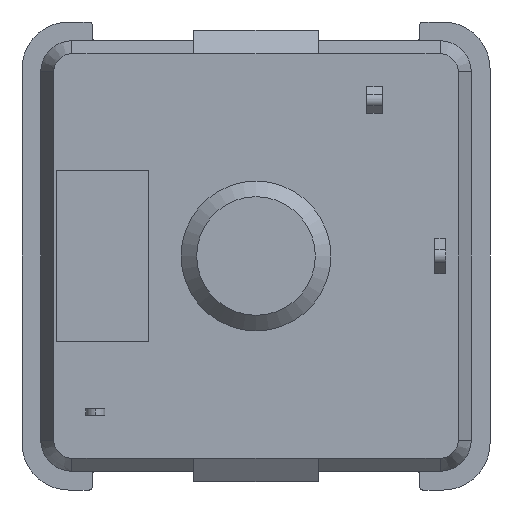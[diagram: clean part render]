
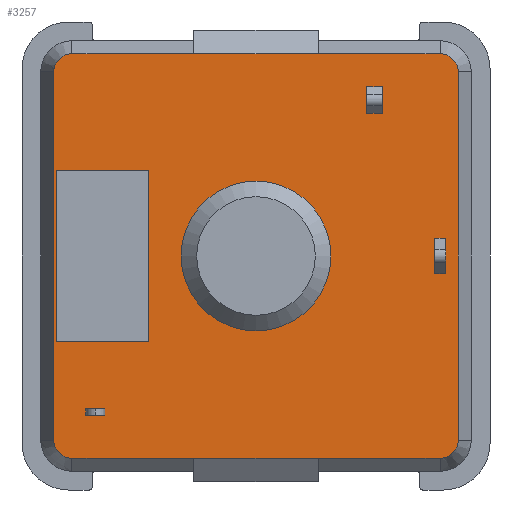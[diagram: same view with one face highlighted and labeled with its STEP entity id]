
A CAD part, front view. The second image highlights one B-rep face of the part: STEP entity #3257.
In plain terms, the highlighted planar face has unit normal (0, -1, 0).
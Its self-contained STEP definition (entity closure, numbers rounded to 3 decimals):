
#68=FACE_BOUND('',#500,.T.);
#69=FACE_BOUND('',#501,.T.);
#70=FACE_BOUND('',#502,.T.);
#71=FACE_BOUND('',#503,.T.);
#72=FACE_BOUND('',#504,.T.);
#158=PLANE('',#3506);
#312=FACE_OUTER_BOUND('',#499,.T.);
#499=EDGE_LOOP('',(#2502,#2503,#2504,#2505,#2506,#2507,#2508,#2509,#2510,
#2511,#2512,#2513));
#500=EDGE_LOOP('',(#2514,#2515,#2516,#2517));
#501=EDGE_LOOP('',(#2518,#2519,#2520,#2521));
#502=EDGE_LOOP('',(#2522,#2523,#2524,#2525));
#503=EDGE_LOOP('',(#2526));
#504=EDGE_LOOP('',(#2527,#2528,#2529,#2530));
#669=LINE('',#4583,#1040);
#678=LINE('',#4602,#1049);
#700=LINE('',#4665,#1071);
#702=LINE('',#4669,#1073);
#704=LINE('',#4673,#1075);
#705=LINE('',#4675,#1076);
#708=LINE('',#4681,#1079);
#710=LINE('',#4685,#1081);
#712=LINE('',#4689,#1083);
#713=LINE('',#4691,#1084);
#716=LINE('',#4697,#1087);
#718=LINE('',#4701,#1089);
#720=LINE('',#4705,#1091);
#721=LINE('',#4707,#1092);
#724=LINE('',#4718,#1095);
#727=LINE('',#4724,#1098);
#731=LINE('',#4733,#1102);
#737=LINE('',#4754,#1108);
#772=LINE('',#4852,#1143);
#773=LINE('',#4853,#1144);
#774=LINE('',#4854,#1145);
#775=LINE('',#4855,#1146);
#776=LINE('',#4859,#1147);
#777=LINE('',#4860,#1148);
#1040=VECTOR('',#3731,1000.);
#1049=VECTOR('',#3748,1000.);
#1071=VECTOR('',#3804,1000.);
#1073=VECTOR('',#3808,1000.);
#1075=VECTOR('',#3812,1000.);
#1076=VECTOR('',#3815,1000.);
#1079=VECTOR('',#3820,1000.);
#1081=VECTOR('',#3824,1000.);
#1083=VECTOR('',#3828,1000.);
#1084=VECTOR('',#3831,1000.);
#1087=VECTOR('',#3836,1000.);
#1089=VECTOR('',#3840,1000.);
#1091=VECTOR('',#3844,1000.);
#1092=VECTOR('',#3847,1000.);
#1095=VECTOR('',#3856,1000.);
#1098=VECTOR('',#3861,1000.);
#1102=VECTOR('',#3867,1000.);
#1108=VECTOR('',#3887,1000.);
#1143=VECTOR('',#3992,1000.);
#1144=VECTOR('',#3993,1000.);
#1145=VECTOR('',#3994,1000.);
#1146=VECTOR('',#3995,1000.);
#1147=VECTOR('',#3998,1000.);
#1148=VECTOR('',#3999,1000.);
#1405=CIRCLE('',#3467,0.58);
#1407=CIRCLE('',#3470,0.58);
#1409=CIRCLE('',#3474,0.58);
#1411=CIRCLE('',#3477,0.58);
#1424=CIRCLE('',#3507,2.4);
#1478=VERTEX_POINT('',#4566);
#1481=VERTEX_POINT('',#4573);
#1484=VERTEX_POINT('',#4585);
#1487=VERTEX_POINT('',#4592);
#1512=VERTEX_POINT('',#4661);
#1513=VERTEX_POINT('',#4663);
#1514=VERTEX_POINT('',#4667);
#1515=VERTEX_POINT('',#4671);
#1516=VERTEX_POINT('',#4677);
#1517=VERTEX_POINT('',#4679);
#1518=VERTEX_POINT('',#4683);
#1519=VERTEX_POINT('',#4687);
#1520=VERTEX_POINT('',#4693);
#1521=VERTEX_POINT('',#4695);
#1522=VERTEX_POINT('',#4699);
#1523=VERTEX_POINT('',#4703);
#1527=VERTEX_POINT('',#4715);
#1528=VERTEX_POINT('',#4717);
#1530=VERTEX_POINT('',#4723);
#1533=VERTEX_POINT('',#4730);
#1534=VERTEX_POINT('',#4732);
#1536=VERTEX_POINT('',#4738);
#1539=VERTEX_POINT('',#4745);
#1540=VERTEX_POINT('',#4747);
#1542=VERTEX_POINT('',#4753);
#1544=VERTEX_POINT('',#4759);
#1546=VERTEX_POINT('',#4765);
#1571=VERTEX_POINT('',#4856);
#1572=VERTEX_POINT('',#4858);
#1799=EDGE_CURVE('',#1481,#1478,#669,.T.);
#1808=EDGE_CURVE('',#1487,#1484,#678,.T.);
#1838=EDGE_CURVE('',#1513,#1512,#700,.T.);
#1840=EDGE_CURVE('',#1514,#1513,#702,.T.);
#1842=EDGE_CURVE('',#1515,#1514,#704,.T.);
#1843=EDGE_CURVE('',#1512,#1515,#705,.T.);
#1846=EDGE_CURVE('',#1517,#1516,#708,.T.);
#1848=EDGE_CURVE('',#1518,#1517,#710,.T.);
#1850=EDGE_CURVE('',#1519,#1518,#712,.T.);
#1851=EDGE_CURVE('',#1516,#1519,#713,.T.);
#1854=EDGE_CURVE('',#1521,#1520,#716,.T.);
#1856=EDGE_CURVE('',#1522,#1521,#718,.T.);
#1858=EDGE_CURVE('',#1523,#1522,#720,.T.);
#1859=EDGE_CURVE('',#1520,#1523,#721,.T.);
#1863=EDGE_CURVE('',#1527,#1528,#724,.T.);
#1866=EDGE_CURVE('',#1528,#1530,#727,.T.);
#1870=EDGE_CURVE('',#1534,#1533,#731,.T.);
#1873=EDGE_CURVE('',#1536,#1534,#1405,.T.);
#1877=EDGE_CURVE('',#1540,#1539,#1407,.T.);
#1880=EDGE_CURVE('',#1542,#1540,#737,.T.);
#1883=EDGE_CURVE('',#1544,#1542,#1409,.T.);
#1887=EDGE_CURVE('',#1533,#1546,#1411,.T.);
#1931=EDGE_CURVE('',#1546,#1478,#772,.T.);
#1932=EDGE_CURVE('',#1481,#1544,#773,.T.);
#1933=EDGE_CURVE('',#1539,#1484,#774,.T.);
#1934=EDGE_CURVE('',#1487,#1536,#775,.T.);
#1935=EDGE_CURVE('',#1571,#1571,#1424,.T.);
#1936=EDGE_CURVE('',#1530,#1572,#776,.T.);
#1937=EDGE_CURVE('',#1572,#1527,#777,.T.);
#2502=ORIENTED_EDGE('',*,*,#1887,.T.);
#2503=ORIENTED_EDGE('',*,*,#1931,.T.);
#2504=ORIENTED_EDGE('',*,*,#1799,.F.);
#2505=ORIENTED_EDGE('',*,*,#1932,.T.);
#2506=ORIENTED_EDGE('',*,*,#1883,.T.);
#2507=ORIENTED_EDGE('',*,*,#1880,.T.);
#2508=ORIENTED_EDGE('',*,*,#1877,.T.);
#2509=ORIENTED_EDGE('',*,*,#1933,.T.);
#2510=ORIENTED_EDGE('',*,*,#1808,.F.);
#2511=ORIENTED_EDGE('',*,*,#1934,.T.);
#2512=ORIENTED_EDGE('',*,*,#1873,.T.);
#2513=ORIENTED_EDGE('',*,*,#1870,.T.);
#2514=ORIENTED_EDGE('',*,*,#1858,.F.);
#2515=ORIENTED_EDGE('',*,*,#1859,.F.);
#2516=ORIENTED_EDGE('',*,*,#1854,.F.);
#2517=ORIENTED_EDGE('',*,*,#1856,.F.);
#2518=ORIENTED_EDGE('',*,*,#1850,.F.);
#2519=ORIENTED_EDGE('',*,*,#1851,.F.);
#2520=ORIENTED_EDGE('',*,*,#1846,.F.);
#2521=ORIENTED_EDGE('',*,*,#1848,.F.);
#2522=ORIENTED_EDGE('',*,*,#1842,.F.);
#2523=ORIENTED_EDGE('',*,*,#1843,.F.);
#2524=ORIENTED_EDGE('',*,*,#1838,.F.);
#2525=ORIENTED_EDGE('',*,*,#1840,.F.);
#2526=ORIENTED_EDGE('',*,*,#1935,.F.);
#2527=ORIENTED_EDGE('',*,*,#1936,.F.);
#2528=ORIENTED_EDGE('',*,*,#1866,.F.);
#2529=ORIENTED_EDGE('',*,*,#1863,.F.);
#2530=ORIENTED_EDGE('',*,*,#1937,.F.);
#3257=ADVANCED_FACE('',(#312,#68,#69,#70,#71,#72),#158,.T.);
#3467=AXIS2_PLACEMENT_3D('',#4739,#3873,#3874);
#3470=AXIS2_PLACEMENT_3D('',#4748,#3881,#3882);
#3474=AXIS2_PLACEMENT_3D('',#4760,#3893,#3894);
#3477=AXIS2_PLACEMENT_3D('',#4767,#3901,#3902);
#3506=AXIS2_PLACEMENT_3D('',#4851,#3990,#3991);
#3507=AXIS2_PLACEMENT_3D('',#4857,#3996,#3997);
#3731=DIRECTION('',(-1.,0.,0.));
#3748=DIRECTION('',(1.,0.,0.));
#3804=DIRECTION('',(1.,0.,0.));
#3808=DIRECTION('',(0.,0.,-1.));
#3812=DIRECTION('',(-1.,0.,0.));
#3815=DIRECTION('',(0.,0.,1.));
#3820=DIRECTION('',(1.,0.,0.));
#3824=DIRECTION('',(0.,0.,-1.));
#3828=DIRECTION('',(-1.,0.,0.));
#3831=DIRECTION('',(0.,0.,1.));
#3836=DIRECTION('',(1.,0.,0.));
#3840=DIRECTION('',(0.,0.,-1.));
#3844=DIRECTION('',(-1.,0.,0.));
#3847=DIRECTION('',(0.,0.,1.));
#3856=DIRECTION('',(0.,0.,-1.));
#3861=DIRECTION('',(1.,0.,0.));
#3867=DIRECTION('',(0.,0.,-1.));
#3873=DIRECTION('center_axis',(0.,-1.,0.));
#3874=DIRECTION('ref_axis',(0.,0.,-1.));
#3881=DIRECTION('center_axis',(0.,-1.,0.));
#3882=DIRECTION('ref_axis',(0.,0.,-1.));
#3887=DIRECTION('',(0.,0.,1.));
#3893=DIRECTION('center_axis',(0.,-1.,0.));
#3894=DIRECTION('ref_axis',(0.,0.,-1.));
#3901=DIRECTION('center_axis',(0.,-1.,0.));
#3902=DIRECTION('ref_axis',(0.,0.,-1.));
#3990=DIRECTION('center_axis',(0.,-1.,0.));
#3991=DIRECTION('ref_axis',(0.,0.,-1.));
#3992=DIRECTION('',(1.,0.,0.));
#3993=DIRECTION('',(1.,0.,0.));
#3994=DIRECTION('',(-1.,0.,0.));
#3995=DIRECTION('',(-1.,0.,0.));
#3996=DIRECTION('center_axis',(0.,-1.,0.));
#3997=DIRECTION('ref_axis',(0.,0.,-1.));
#3998=DIRECTION('',(0.,0.,1.));
#3999=DIRECTION('',(-1.,0.,0.));
#4566=CARTESIAN_POINT('',(-2.,-2.6,-6.48));
#4573=CARTESIAN_POINT('',(2.,-2.6,-6.48));
#4583=CARTESIAN_POINT('',(2.,-2.6,-6.48));
#4585=CARTESIAN_POINT('',(2.,-2.6,6.48));
#4592=CARTESIAN_POINT('',(-2.,-2.6,6.48));
#4602=CARTESIAN_POINT('',(-2.,-2.6,6.48));
#4661=CARTESIAN_POINT('',(-4.85,-2.6,-5.1));
#4663=CARTESIAN_POINT('',(-5.45,-2.6,-5.1));
#4665=CARTESIAN_POINT('',(-5.45,-2.6,-5.1));
#4667=CARTESIAN_POINT('',(-5.45,-2.6,-4.9));
#4669=CARTESIAN_POINT('',(-5.45,-2.6,-4.9));
#4671=CARTESIAN_POINT('',(-4.85,-2.6,-4.9));
#4673=CARTESIAN_POINT('',(-5.45,-2.6,-4.9));
#4675=CARTESIAN_POINT('',(-4.85,-2.6,-4.9));
#4677=CARTESIAN_POINT('',(4.05,-2.6,4.575));
#4679=CARTESIAN_POINT('',(3.55,-2.6,4.575));
#4681=CARTESIAN_POINT('',(3.55,-2.6,4.575));
#4683=CARTESIAN_POINT('',(3.55,-2.6,5.425));
#4685=CARTESIAN_POINT('',(3.55,-2.6,5.425));
#4687=CARTESIAN_POINT('',(4.05,-2.6,5.425));
#4689=CARTESIAN_POINT('',(3.55,-2.6,5.425));
#4691=CARTESIAN_POINT('',(4.05,-2.6,5.425));
#4693=CARTESIAN_POINT('',(6.075,-2.6,-0.575));
#4695=CARTESIAN_POINT('',(5.725,-2.6,-0.575));
#4697=CARTESIAN_POINT('',(5.725,-2.6,-0.575));
#4699=CARTESIAN_POINT('',(5.725,-2.6,0.575));
#4701=CARTESIAN_POINT('',(5.725,-2.6,0.575));
#4703=CARTESIAN_POINT('',(6.075,-2.6,0.575));
#4705=CARTESIAN_POINT('',(5.725,-2.6,0.575));
#4707=CARTESIAN_POINT('',(6.075,-2.6,0.575));
#4715=CARTESIAN_POINT('',(-6.405,-2.6,2.75));
#4717=CARTESIAN_POINT('',(-6.405,-2.6,-2.75));
#4718=CARTESIAN_POINT('',(-6.405,-2.6,-2.75));
#4723=CARTESIAN_POINT('',(-3.455,-2.6,-2.75));
#4724=CARTESIAN_POINT('',(-6.405,-2.6,-2.75));
#4730=CARTESIAN_POINT('',(-6.48,-2.6,-5.9));
#4732=CARTESIAN_POINT('',(-6.48,-2.6,5.9));
#4733=CARTESIAN_POINT('',(-6.48,-2.6,5.9));
#4738=CARTESIAN_POINT('',(-5.9,-2.6,6.48));
#4739=CARTESIAN_POINT('Origin',(-5.9,-2.6,5.9));
#4745=CARTESIAN_POINT('',(5.9,-2.6,6.48));
#4747=CARTESIAN_POINT('',(6.48,-2.6,5.9));
#4748=CARTESIAN_POINT('Origin',(5.9,-2.6,5.9));
#4753=CARTESIAN_POINT('',(6.48,-2.6,-5.9));
#4754=CARTESIAN_POINT('',(6.48,-2.6,-5.9));
#4759=CARTESIAN_POINT('',(5.9,-2.6,-6.48));
#4760=CARTESIAN_POINT('Origin',(5.9,-2.6,-5.9));
#4765=CARTESIAN_POINT('',(-5.9,-2.6,-6.48));
#4767=CARTESIAN_POINT('Origin',(-5.9,-2.6,-5.9));
#4851=CARTESIAN_POINT('Origin',(-5.9,-2.6,-5.9));
#4852=CARTESIAN_POINT('',(-5.9,-2.6,-6.48));
#4853=CARTESIAN_POINT('',(-5.9,-2.6,-6.48));
#4854=CARTESIAN_POINT('',(5.9,-2.6,6.48));
#4855=CARTESIAN_POINT('',(5.9,-2.6,6.48));
#4856=CARTESIAN_POINT('',(0.,-2.6,-2.4));
#4857=CARTESIAN_POINT('Origin',(0.,-2.6,0.));
#4858=CARTESIAN_POINT('',(-3.455,-2.6,2.75));
#4859=CARTESIAN_POINT('',(-3.455,-2.6,-2.75));
#4860=CARTESIAN_POINT('',(-6.405,-2.6,2.75));
